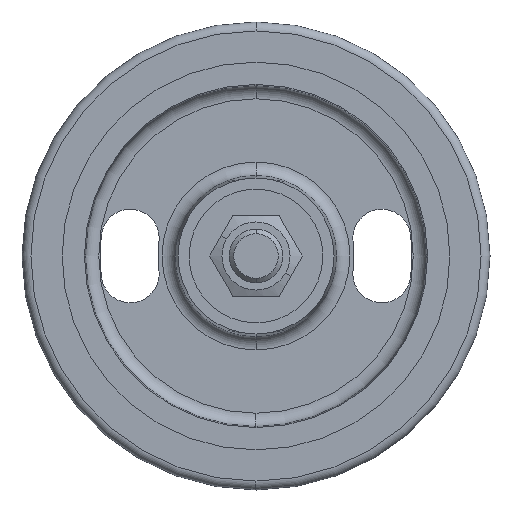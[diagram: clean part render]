
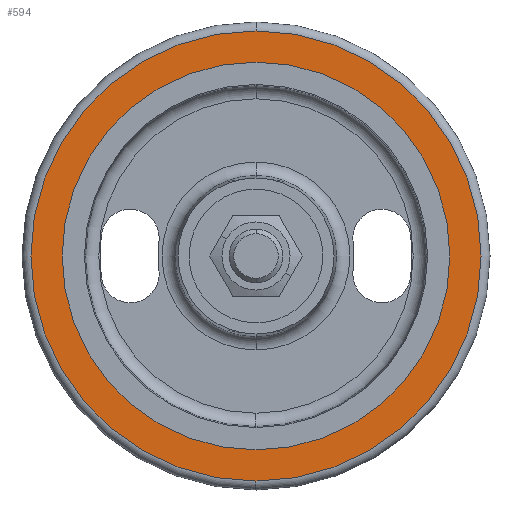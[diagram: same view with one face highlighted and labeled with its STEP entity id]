
A CAD part, left-side view. The second image highlights one B-rep face of the part: STEP entity #594.
In plain terms, the highlighted planar face has unit normal (-1, 0, 0).
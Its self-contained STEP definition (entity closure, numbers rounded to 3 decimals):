
#3 = EDGE_CURVE ( 'NONE', #3425, #1986, #2880, .T. ) ;
#150 = AXIS2_PLACEMENT_3D ( 'NONE', #4838, #1894, #4455 ) ;
#456 = AXIS2_PLACEMENT_3D ( 'NONE', #5292, #3972, #1396 ) ;
#594 = ADVANCED_FACE ( 'NONE', ( #2248, #2719 ), #4383, .T. ) ;
#697 = AXIS2_PLACEMENT_3D ( 'NONE', #3626, #1528, #1936 ) ;
#836 = ORIENTED_EDGE ( 'NONE', *, *, #1408, .T. ) ;
#1077 = CARTESIAN_POINT ( 'NONE',  ( -11., 0., 0. ) ) ;
#1157 = DIRECTION ( 'NONE',  ( -1., 0., 0. ) ) ;
#1204 = CIRCLE ( 'NONE', #1922, 50.5 ) ;
#1396 = DIRECTION ( 'NONE',  ( 0., 0., -1. ) ) ;
#1408 = EDGE_CURVE ( 'NONE', #3668, #5281, #2306, .T. ) ;
#1528 = DIRECTION ( 'NONE',  ( -1., 0., 0. ) ) ;
#1775 = CIRCLE ( 'NONE', #4259, 43.5 ) ;
#1894 = DIRECTION ( 'NONE',  ( -1., 0., 0. ) ) ;
#1922 = AXIS2_PLACEMENT_3D ( 'NONE', #1077, #1157, #3298 ) ;
#1936 = DIRECTION ( 'NONE',  ( 0., 0., 1. ) ) ;
#1986 = VERTEX_POINT ( 'NONE', #2820 ) ;
#2019 = ORIENTED_EDGE ( 'NONE', *, *, #3, .T. ) ;
#2248 = FACE_OUTER_BOUND ( 'NONE', #4096, .T. ) ;
#2306 = CIRCLE ( 'NONE', #150, 50.5 ) ;
#2710 = CARTESIAN_POINT ( 'NONE',  ( -11., 0., 50.5 ) ) ;
#2719 = FACE_BOUND ( 'NONE', #3184, .T. ) ;
#2820 = CARTESIAN_POINT ( 'NONE',  ( -11., 0., 43.5 ) ) ;
#2871 = DIRECTION ( 'NONE',  ( 1., 0., 0. ) ) ;
#2880 = CIRCLE ( 'NONE', #456, 43.5 ) ;
#3007 = ORIENTED_EDGE ( 'NONE', *, *, #3985, .T. ) ;
#3184 = EDGE_LOOP ( 'NONE', ( #2019, #3007 ) ) ;
#3229 = EDGE_CURVE ( 'NONE', #5281, #3668, #1204, .T. ) ;
#3287 = CARTESIAN_POINT ( 'NONE',  ( -11., 0., -43.5 ) ) ;
#3298 = DIRECTION ( 'NONE',  ( 0., 0., 1. ) ) ;
#3425 = VERTEX_POINT ( 'NONE', #3287 ) ;
#3626 = CARTESIAN_POINT ( 'NONE',  ( -11., 43.5, 0. ) ) ;
#3668 = VERTEX_POINT ( 'NONE', #2710 ) ;
#3972 = DIRECTION ( 'NONE',  ( 1., 0., 0. ) ) ;
#3985 = EDGE_CURVE ( 'NONE', #1986, #3425, #1775, .T. ) ;
#4096 = EDGE_LOOP ( 'NONE', ( #836, #4730 ) ) ;
#4131 = DIRECTION ( 'NONE',  ( 0., 0., -1. ) ) ;
#4259 = AXIS2_PLACEMENT_3D ( 'NONE', #5014, #2871, #4131 ) ;
#4383 = PLANE ( 'NONE',  #697 ) ;
#4455 = DIRECTION ( 'NONE',  ( 0., 0., 1. ) ) ;
#4646 = CARTESIAN_POINT ( 'NONE',  ( -11., 0., -50.5 ) ) ;
#4730 = ORIENTED_EDGE ( 'NONE', *, *, #3229, .T. ) ;
#4838 = CARTESIAN_POINT ( 'NONE',  ( -11., 0., 0. ) ) ;
#5014 = CARTESIAN_POINT ( 'NONE',  ( -11., 0., 0. ) ) ;
#5281 = VERTEX_POINT ( 'NONE', #4646 ) ;
#5292 = CARTESIAN_POINT ( 'NONE',  ( -11., 0., 0. ) ) ;
